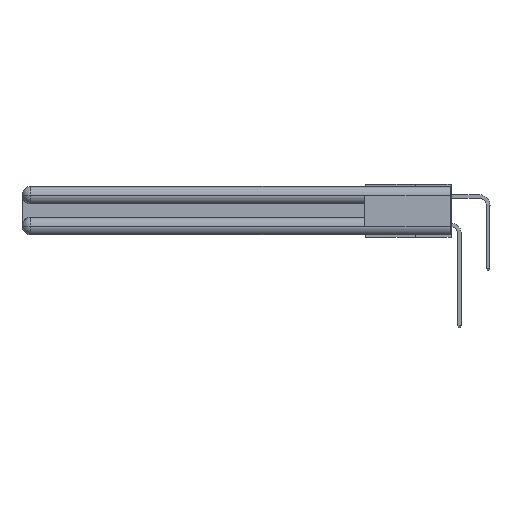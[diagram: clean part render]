
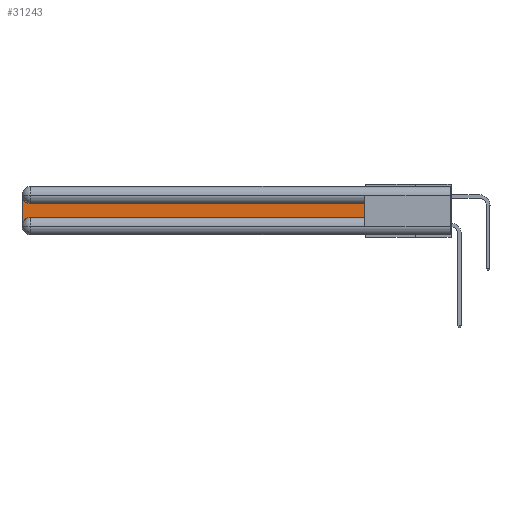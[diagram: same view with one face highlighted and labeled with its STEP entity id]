
A CAD part, left-side view. The second image highlights one B-rep face of the part: STEP entity #31243.
In plain terms, the highlighted planar face has unit normal (-1, 0, 0).
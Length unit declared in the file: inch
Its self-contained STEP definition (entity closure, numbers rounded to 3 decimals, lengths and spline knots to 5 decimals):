
#329 = ORIENTED_EDGE ( 'NONE', *, *, #5765, .T. ) ;
#348 = ORIENTED_EDGE ( 'NONE', *, *, #28060, .T. ) ;
#743 = VECTOR ( 'NONE', #10332, 39.37008 ) ;
#770 = ORIENTED_EDGE ( 'NONE', *, *, #25853, .T. ) ;
#2793 = CARTESIAN_POINT ( 'NONE',  ( 0.075, 0.6, -0.2175 ) ) ;
#3966 = CARTESIAN_POINT ( 'NONE',  ( 0.075, 2.94, -0.2175 ) ) ;
#4039 = AXIS2_PLACEMENT_3D ( 'NONE', #20468, #23393, #6601 ) ;
#5205 = CARTESIAN_POINT ( 'NONE',  ( 0.075, 3., -0.0625 ) ) ;
#5581 = VECTOR ( 'NONE', #32405, 39.37008 ) ;
#5765 = EDGE_CURVE ( 'NONE', #11403, #20677, #15457, .T. ) ;
#6601 = DIRECTION ( 'NONE',  ( 0., 0., -1. ) ) ;
#7624 = ORIENTED_EDGE ( 'NONE', *, *, #15937, .T. ) ;
#9596 = AXIS2_PLACEMENT_3D ( 'NONE', #25783, #28600, #11733 ) ;
#9794 = EDGE_LOOP ( 'NONE', ( #17277, #7624, #770, #329, #348, #12339 ) ) ;
#10332 = DIRECTION ( 'NONE',  ( 0., -1., 0. ) ) ;
#11403 = VERTEX_POINT ( 'NONE', #29969 ) ;
#11733 = DIRECTION ( 'NONE',  ( 0., 0., -1. ) ) ;
#12339 = ORIENTED_EDGE ( 'NONE', *, *, #15853, .T. ) ;
#12446 = VECTOR ( 'NONE', #22535, 39.37008 ) ;
#14144 = CARTESIAN_POINT ( 'NONE',  ( 0.075, 3., -0.2175 ) ) ;
#14746 = LINE ( 'NONE', #2793, #743 ) ;
#15457 = CIRCLE ( 'NONE', #9596, 0.06 ) ;
#15813 = EDGE_CURVE ( 'NONE', #31841, #21633, #27984, .T. ) ;
#15853 = EDGE_CURVE ( 'NONE', #16039, #31841, #20518, .T. ) ;
#15937 = EDGE_CURVE ( 'NONE', #21633, #20509, #20043, .T. ) ;
#16039 = VERTEX_POINT ( 'NONE', #18197 ) ;
#17277 = ORIENTED_EDGE ( 'NONE', *, *, #15813, .T. ) ;
#18197 = CARTESIAN_POINT ( 'NONE',  ( 0.075, 0.6, -0.2175 ) ) ;
#20043 = CIRCLE ( 'NONE', #32050, 0.06 ) ;
#20468 = CARTESIAN_POINT ( 'NONE',  ( 0.075, 3., -0.1225 ) ) ;
#20509 = VERTEX_POINT ( 'NONE', #5205 ) ;
#20518 = LINE ( 'NONE', #32268, #5581 ) ;
#20582 = PLANE ( 'NONE',  #4039 ) ;
#20677 = VERTEX_POINT ( 'NONE', #3966 ) ;
#21633 = VERTEX_POINT ( 'NONE', #34113 ) ;
#22535 = DIRECTION ( 'NONE',  ( 0., 0., -1. ) ) ;
#23393 = DIRECTION ( 'NONE',  ( 1., 0., 0. ) ) ;
#25332 = VECTOR ( 'NONE', #31518, 39.37008 ) ;
#25530 = CARTESIAN_POINT ( 'NONE',  ( 0.075, 0.6, -0.1225 ) ) ;
#25783 = CARTESIAN_POINT ( 'NONE',  ( 0.075, 2.94, -0.2775 ) ) ;
#25853 = EDGE_CURVE ( 'NONE', #20509, #11403, #30946, .T. ) ;
#27984 = LINE ( 'NONE', #28576, #25332 ) ;
#28060 = EDGE_CURVE ( 'NONE', #20677, #16039, #14746, .T. ) ;
#28576 = CARTESIAN_POINT ( 'NONE',  ( 0.075, 0.6, -0.1225 ) ) ;
#28600 = DIRECTION ( 'NONE',  ( 1., 0., 0. ) ) ;
#29491 = FACE_OUTER_BOUND ( 'NONE', #9794, .T. ) ;
#29969 = CARTESIAN_POINT ( 'NONE',  ( 0.075, 3., -0.2775 ) ) ;
#30946 = LINE ( 'NONE', #14144, #12446 ) ;
#31243 = ADVANCED_FACE ( 'NONE', ( #29491 ), #20582, .F. ) ;
#31518 = DIRECTION ( 'NONE',  ( 0., 1., 0. ) ) ;
#31841 = VERTEX_POINT ( 'NONE', #25530 ) ;
#32050 = AXIS2_PLACEMENT_3D ( 'NONE', #32760, #35549, #33500 ) ;
#32268 = CARTESIAN_POINT ( 'NONE',  ( 0.075, 0.6, -0.2175 ) ) ;
#32405 = DIRECTION ( 'NONE',  ( 0., 0., 1. ) ) ;
#32760 = CARTESIAN_POINT ( 'NONE',  ( 0.075, 2.94, -0.0625 ) ) ;
#33500 = DIRECTION ( 'NONE',  ( 0., 0., -1. ) ) ;
#34113 = CARTESIAN_POINT ( 'NONE',  ( 0.075, 2.94, -0.1225 ) ) ;
#35549 = DIRECTION ( 'NONE',  ( 1., 0., 0. ) ) ;
